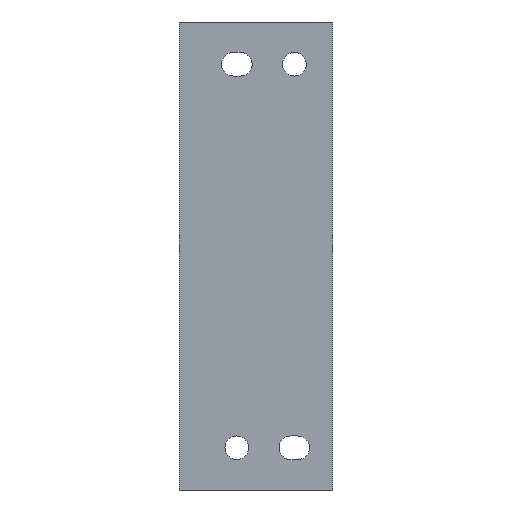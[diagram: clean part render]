
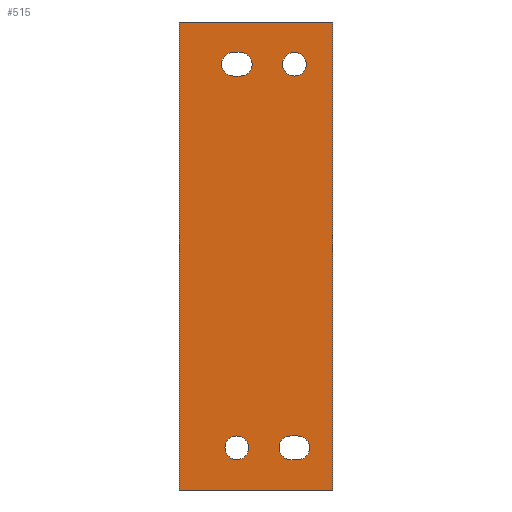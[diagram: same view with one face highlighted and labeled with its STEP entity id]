
A CAD part, front view. The second image highlights one B-rep face of the part: STEP entity #515.
In plain terms, the highlighted planar face has unit normal (0, -1, 0).
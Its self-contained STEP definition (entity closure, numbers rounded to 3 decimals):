
#494 = EDGE_CURVE ( 'NONE', #573, #568, #1519, .T. ) ;
#495 = EDGE_CURVE ( 'NONE', #519, #570, #1515, .T. ) ;
#496 = EDGE_CURVE ( 'NONE', #799, #798, #1510, .T. ) ;
#497 = EDGE_CURVE ( 'NONE', #503, #508, #1571, .T. ) ;
#498 = EDGE_LOOP ( 'NONE', ( #550, #544 ) ) ;
#499 = EDGE_CURVE ( 'NONE', #507, #505, #1567, .T. ) ;
#500 = ORIENTED_EDGE ( 'NONE', *, *, #502, .T. ) ;
#501 = ORIENTED_EDGE ( 'NONE', *, *, #499, .T. ) ;
#502 = EDGE_CURVE ( 'NONE', #505, #503, #1562, .T. ) ;
#503 = VERTEX_POINT ( 'NONE', #1558 ) ;
#504 = ORIENTED_EDGE ( 'NONE', *, *, #497, .T. ) ;
#505 = VERTEX_POINT ( 'NONE', #1557 ) ;
#507 = VERTEX_POINT ( 'NONE', #1555 ) ;
#508 = VERTEX_POINT ( 'NONE', #1554 ) ;
#510 = EDGE_CURVE ( 'NONE', #511, #519, #1549, .T. ) ;
#511 = VERTEX_POINT ( 'NONE', #1545 ) ;
#512 = ORIENTED_EDGE ( 'NONE', *, *, #514, .T. ) ;
#514 = EDGE_CURVE ( 'NONE', #508, #507, #1543, .T. ) ;
#515 = ADVANCED_FACE ( 'NONE', ( #1604, #1603, #1602, #1601, #1600 ), #1544, .F. ) ;
#516 = EDGE_LOOP ( 'NONE', ( #512, #501, #500, #504 ) ) ;
#519 = VERTEX_POINT ( 'NONE', #1591 ) ;
#540 = ORIENTED_EDGE ( 'NONE', *, *, #541, .F. ) ;
#541 = EDGE_CURVE ( 'NONE', #511, #553, #1623, .T. ) ;
#544 = ORIENTED_EDGE ( 'NONE', *, *, #804, .T. ) ;
#545 = VERTEX_POINT ( 'NONE', #1619 ) ;
#547 = EDGE_LOOP ( 'NONE', ( #564, #554, #565, #555 ) ) ;
#550 = ORIENTED_EDGE ( 'NONE', *, *, #496, .T. ) ;
#551 = EDGE_CURVE ( 'NONE', #553, #570, #1610, .T. ) ;
#552 = ORIENTED_EDGE ( 'NONE', *, *, #551, .F. ) ;
#553 = VERTEX_POINT ( 'NONE', #1606 ) ;
#554 = ORIENTED_EDGE ( 'NONE', *, *, #569, .T. ) ;
#555 = ORIENTED_EDGE ( 'NONE', *, *, #556, .T. ) ;
#556 = EDGE_CURVE ( 'NONE', #566, #573, #1605, .T. ) ;
#557 = EDGE_CURVE ( 'NONE', #788, #790, #1660, .T. ) ;
#558 = ORIENTED_EDGE ( 'NONE', *, *, #791, .T. ) ;
#559 = ORIENTED_EDGE ( 'NONE', *, *, #495, .T. ) ;
#562 = ORIENTED_EDGE ( 'NONE', *, *, #557, .T. ) ;
#563 = EDGE_LOOP ( 'NONE', ( #559, #552, #540, #567 ) ) ;
#564 = ORIENTED_EDGE ( 'NONE', *, *, #494, .T. ) ;
#565 = ORIENTED_EDGE ( 'NONE', *, *, #578, .T. ) ;
#566 = VERTEX_POINT ( 'NONE', #1652 ) ;
#567 = ORIENTED_EDGE ( 'NONE', *, *, #510, .T. ) ;
#568 = VERTEX_POINT ( 'NONE', #1651 ) ;
#569 = EDGE_CURVE ( 'NONE', #568, #545, #1650, .T. ) ;
#570 = VERTEX_POINT ( 'NONE', #1645 ) ;
#573 = VERTEX_POINT ( 'NONE', #1643 ) ;
#575 = EDGE_LOOP ( 'NONE', ( #562, #558 ) ) ;
#578 = EDGE_CURVE ( 'NONE', #545, #566, #1638, .T. ) ;
#788 = VERTEX_POINT ( 'NONE', #1963 ) ;
#790 = VERTEX_POINT ( 'NONE', #1962 ) ;
#791 = EDGE_CURVE ( 'NONE', #790, #788, #1960, .T. ) ;
#798 = VERTEX_POINT ( 'NONE', #2006 ) ;
#799 = VERTEX_POINT ( 'NONE', #2005 ) ;
#804 = EDGE_CURVE ( 'NONE', #798, #799, #2003, .T. ) ;
#1506 = DIRECTION ( 'NONE',  ( 0., 0., 1. ) ) ;
#1507 = DIRECTION ( 'NONE',  ( 0., 1., 0. ) ) ;
#1508 = CARTESIAN_POINT ( 'NONE',  ( 5., 0., 25. ) ) ;
#1509 = AXIS2_PLACEMENT_3D ( 'NONE', #1508, #1507, #1506 ) ;
#1510 = CIRCLE ( 'NONE', #1509, 1.55 ) ;
#1511 = CARTESIAN_POINT ( 'NONE',  ( -2.05, 0., 25. ) ) ;
#1512 = DIRECTION ( 'NONE',  ( 1., 0., 0. ) ) ;
#1513 = VECTOR ( 'NONE', #1512, 1000. ) ;
#1514 = CARTESIAN_POINT ( 'NONE',  ( -10., 0., -30.5 ) ) ;
#1515 = LINE ( 'NONE', #1514, #1513 ) ;
#1516 = DIRECTION ( 'NONE',  ( -1., 0., 0. ) ) ;
#1517 = VECTOR ( 'NONE', #1516, 1000. ) ;
#1518 = CARTESIAN_POINT ( 'NONE',  ( 4.55, 0., -26.55 ) ) ;
#1519 = LINE ( 'NONE', #1518, #1517 ) ;
#1540 = DIRECTION ( 'NONE',  ( -1., 0., 0. ) ) ;
#1541 = VECTOR ( 'NONE', #1540, 1000. ) ;
#1542 = CARTESIAN_POINT ( 'NONE',  ( -2.95, 0., 23.45 ) ) ;
#1543 = LINE ( 'NONE', #1542, #1541 ) ;
#1544 = PLANE ( 'NONE',  #1599 ) ;
#1545 = CARTESIAN_POINT ( 'NONE',  ( -10., 0., 30.5 ) ) ;
#1546 = DIRECTION ( 'NONE',  ( 0., 0., -1. ) ) ;
#1547 = VECTOR ( 'NONE', #1546, 1000. ) ;
#1548 = CARTESIAN_POINT ( 'NONE',  ( -10., 0., 30.5 ) ) ;
#1549 = LINE ( 'NONE', #1548, #1547 ) ;
#1554 = CARTESIAN_POINT ( 'NONE',  ( -2.05, 0., 23.45 ) ) ;
#1555 = CARTESIAN_POINT ( 'NONE',  ( -2.95, 0., 23.45 ) ) ;
#1557 = CARTESIAN_POINT ( 'NONE',  ( -2.95, 0., 26.55 ) ) ;
#1558 = CARTESIAN_POINT ( 'NONE',  ( -2.05, 0., 26.55 ) ) ;
#1559 = DIRECTION ( 'NONE',  ( 1., 0., 0. ) ) ;
#1560 = VECTOR ( 'NONE', #1559, 1000. ) ;
#1561 = CARTESIAN_POINT ( 'NONE',  ( -2.95, 0., 26.55 ) ) ;
#1562 = LINE ( 'NONE', #1561, #1560 ) ;
#1563 = DIRECTION ( 'NONE',  ( 0., 0., 1. ) ) ;
#1564 = DIRECTION ( 'NONE',  ( 0., 1., 0. ) ) ;
#1565 = CARTESIAN_POINT ( 'NONE',  ( -2.95, 0., 25. ) ) ;
#1566 = AXIS2_PLACEMENT_3D ( 'NONE', #1565, #1564, #1563 ) ;
#1567 = CIRCLE ( 'NONE', #1566, 1.55 ) ;
#1568 = DIRECTION ( 'NONE',  ( 0., 0., 1. ) ) ;
#1569 = DIRECTION ( 'NONE',  ( 0., 1., 0. ) ) ;
#1570 = AXIS2_PLACEMENT_3D ( 'NONE', #1511, #1569, #1568 ) ;
#1571 = CIRCLE ( 'NONE', #1570, 1.55 ) ;
#1591 = CARTESIAN_POINT ( 'NONE',  ( -10., 0., -30.5 ) ) ;
#1596 = DIRECTION ( 'NONE',  ( 0., 0., 1. ) ) ;
#1597 = DIRECTION ( 'NONE',  ( 0., 1., 0. ) ) ;
#1598 = CARTESIAN_POINT ( 'NONE',  ( -10., 0., 30.5 ) ) ;
#1599 = AXIS2_PLACEMENT_3D ( 'NONE', #1598, #1597, #1596 ) ;
#1600 = FACE_OUTER_BOUND ( 'NONE', #563, .T. ) ;
#1601 = FACE_BOUND ( 'NONE', #575, .T. ) ;
#1602 = FACE_BOUND ( 'NONE', #547, .T. ) ;
#1603 = FACE_BOUND ( 'NONE', #498, .T. ) ;
#1604 = FACE_BOUND ( 'NONE', #516, .T. ) ;
#1605 = CIRCLE ( 'NONE', #1664, 1.55 ) ;
#1606 = CARTESIAN_POINT ( 'NONE',  ( 10., 0., 30.5 ) ) ;
#1607 = DIRECTION ( 'NONE',  ( 0., 0., -1. ) ) ;
#1608 = VECTOR ( 'NONE', #1607, 1000. ) ;
#1609 = CARTESIAN_POINT ( 'NONE',  ( 10., 0., 30.5 ) ) ;
#1610 = LINE ( 'NONE', #1609, #1608 ) ;
#1619 = CARTESIAN_POINT ( 'NONE',  ( 4.55, 0., -23.45 ) ) ;
#1620 = DIRECTION ( 'NONE',  ( 1., 0., 0. ) ) ;
#1621 = VECTOR ( 'NONE', #1620, 1000. ) ;
#1622 = CARTESIAN_POINT ( 'NONE',  ( -10., 0., 30.5 ) ) ;
#1623 = LINE ( 'NONE', #1622, #1621 ) ;
#1635 = DIRECTION ( 'NONE',  ( 1., 0., 0. ) ) ;
#1636 = VECTOR ( 'NONE', #1635, 1000. ) ;
#1637 = CARTESIAN_POINT ( 'NONE',  ( 4.55, 0., -23.45 ) ) ;
#1638 = LINE ( 'NONE', #1637, #1636 ) ;
#1643 = CARTESIAN_POINT ( 'NONE',  ( 5.45, 0., -26.55 ) ) ;
#1645 = CARTESIAN_POINT ( 'NONE',  ( 10., 0., -30.5 ) ) ;
#1646 = DIRECTION ( 'NONE',  ( 0., 0., 1. ) ) ;
#1647 = DIRECTION ( 'NONE',  ( 0., 1., 0. ) ) ;
#1648 = CARTESIAN_POINT ( 'NONE',  ( 4.55, 0., -25. ) ) ;
#1649 = AXIS2_PLACEMENT_3D ( 'NONE', #1648, #1647, #1646 ) ;
#1650 = CIRCLE ( 'NONE', #1649, 1.55 ) ;
#1651 = CARTESIAN_POINT ( 'NONE',  ( 4.55, 0., -26.55 ) ) ;
#1652 = CARTESIAN_POINT ( 'NONE',  ( 5.45, 0., -23.45 ) ) ;
#1657 = DIRECTION ( 'NONE',  ( 0., 0., 1. ) ) ;
#1658 = DIRECTION ( 'NONE',  ( 0., 1., 0. ) ) ;
#1659 = AXIS2_PLACEMENT_3D ( 'NONE', #1665, #1658, #1657 ) ;
#1660 = CIRCLE ( 'NONE', #1659, 1.55 ) ;
#1661 = DIRECTION ( 'NONE',  ( 0., 0., 1. ) ) ;
#1662 = DIRECTION ( 'NONE',  ( 0., 1., 0. ) ) ;
#1663 = CARTESIAN_POINT ( 'NONE',  ( 5.45, 0., -25. ) ) ;
#1664 = AXIS2_PLACEMENT_3D ( 'NONE', #1663, #1662, #1661 ) ;
#1665 = CARTESIAN_POINT ( 'NONE',  ( -2.5, 0., -25. ) ) ;
#1959 = AXIS2_PLACEMENT_3D ( 'NONE', #2022, #2021, #2020 ) ;
#1960 = CIRCLE ( 'NONE', #1959, 1.55 ) ;
#1962 = CARTESIAN_POINT ( 'NONE',  ( -2.5, 0., -26.55 ) ) ;
#1963 = CARTESIAN_POINT ( 'NONE',  ( -2.5, 0., -23.45 ) ) ;
#1999 = DIRECTION ( 'NONE',  ( 0., 0., 1. ) ) ;
#2000 = DIRECTION ( 'NONE',  ( 0., 1., 0. ) ) ;
#2001 = CARTESIAN_POINT ( 'NONE',  ( 5., 0., 25. ) ) ;
#2002 = AXIS2_PLACEMENT_3D ( 'NONE', #2001, #2000, #1999 ) ;
#2003 = CIRCLE ( 'NONE', #2002, 1.55 ) ;
#2005 = CARTESIAN_POINT ( 'NONE',  ( 5., 0., 26.55 ) ) ;
#2006 = CARTESIAN_POINT ( 'NONE',  ( 5., 0., 23.45 ) ) ;
#2020 = DIRECTION ( 'NONE',  ( 0., 0., 1. ) ) ;
#2021 = DIRECTION ( 'NONE',  ( 0., 1., 0. ) ) ;
#2022 = CARTESIAN_POINT ( 'NONE',  ( -2.5, 0., -25. ) ) ;
